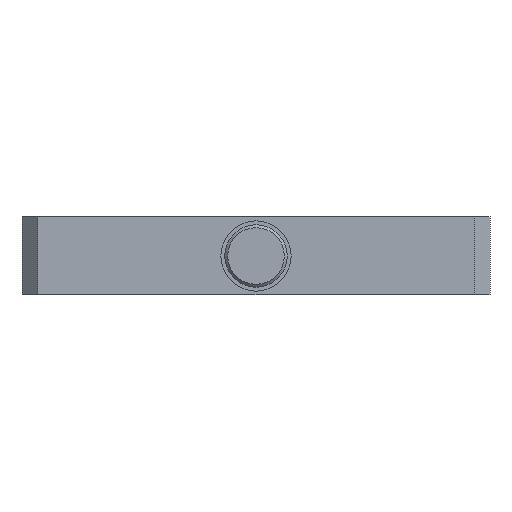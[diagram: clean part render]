
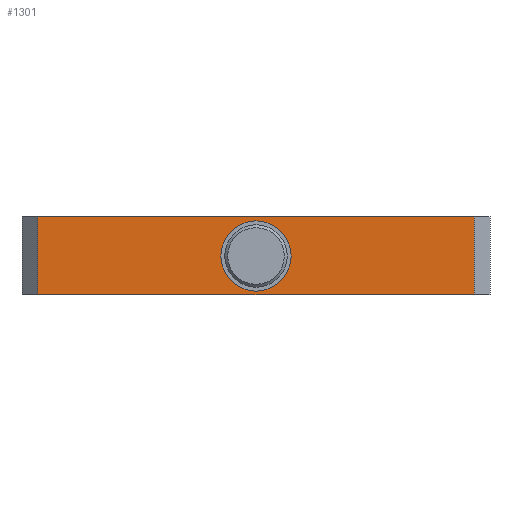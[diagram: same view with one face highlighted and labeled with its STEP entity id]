
A CAD part, left-side view. The second image highlights one B-rep face of the part: STEP entity #1301.
In plain terms, the highlighted planar face has unit normal (-1, 0, 0).
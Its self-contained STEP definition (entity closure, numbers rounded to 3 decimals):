
#942=CARTESIAN_POINT('',(-120.,0.0,18.));
#943=VERTEX_POINT('',#942);
#944=CARTESIAN_POINT('',(-120.0,0.0,0.0));
#945=DIRECTION('',(1.0,0.0,0.0));
#946=DIRECTION('',(0.0,0.0,1.0));
#947=AXIS2_PLACEMENT_3D('',#944,#945,#946);
#948=CIRCLE('',#947,18.);
#949=EDGE_CURVE('',#943,#943,#948,.T.);
#1011=CARTESIAN_POINT('',(-120.0,-111.931,-20.0));
#1012=VERTEX_POINT('',#1011);
#1021=CARTESIAN_POINT('',(-120.0,111.931,-20.0));
#1022=VERTEX_POINT('',#1021);
#1023=CARTESIAN_POINT('',(-120.0,111.931,-20.0));
#1024=DIRECTION('',(0.0,-1.0,0.0));
#1025=VECTOR('',#1024,223.862);
#1026=LINE('',#1023,#1025);
#1027=EDGE_CURVE('',#1022,#1012,#1026,.T.);
#1109=CARTESIAN_POINT('',(-120.0,111.931,20.0));
#1110=VERTEX_POINT('',#1109);
#1126=CARTESIAN_POINT('',(-120.0,111.931,20.0));
#1127=DIRECTION('',(0.0,0.0,-1.0));
#1128=VECTOR('',#1127,40.0);
#1129=LINE('',#1126,#1128);
#1130=EDGE_CURVE('',#1110,#1022,#1129,.T.);
#1263=CARTESIAN_POINT('',(-120.0,-111.931,20.0));
#1264=VERTEX_POINT('',#1263);
#1271=CARTESIAN_POINT('',(-120.0,-111.931,-20.0));
#1272=DIRECTION('',(0.0,0.0,1.0));
#1273=VECTOR('',#1272,40.0);
#1274=LINE('',#1271,#1273);
#1275=EDGE_CURVE('',#1012,#1264,#1274,.T.);
#1282=CARTESIAN_POINT('',(-120.0,-111.931,0.0));
#1283=DIRECTION('',(-1.0,0.0,0.0));
#1284=DIRECTION('',(0.0,0.0,1.0));
#1285=AXIS2_PLACEMENT_3D('',#1282,#1283,#1284);
#1286=PLANE('',#1285);
#1287=CARTESIAN_POINT('',(-120.0,-111.931,20.0));
#1288=DIRECTION('',(0.0,1.0,0.0));
#1289=VECTOR('',#1288,223.862);
#1290=LINE('',#1287,#1289);
#1291=EDGE_CURVE('',#1264,#1110,#1290,.T.);
#1292=ORIENTED_EDGE('',*,*,#1291,.T.);
#1293=ORIENTED_EDGE('',*,*,#1130,.T.);
#1294=ORIENTED_EDGE('',*,*,#1027,.T.);
#1295=ORIENTED_EDGE('',*,*,#1275,.T.);
#1296=EDGE_LOOP('',(#1292,#1293,#1294,#1295));
#1297=FACE_OUTER_BOUND('',#1296,.T.);
#1298=ORIENTED_EDGE('',*,*,#949,.T.);
#1299=EDGE_LOOP('',(#1298));
#1300=FACE_BOUND('',#1299,.T.);
#1301=ADVANCED_FACE('',(#1297,#1300),#1286,.T.);
